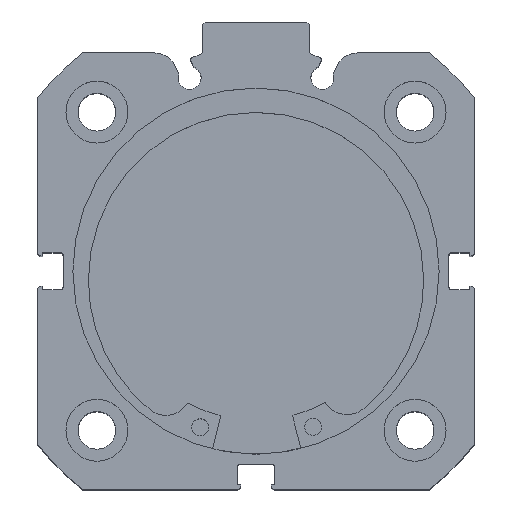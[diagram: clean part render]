
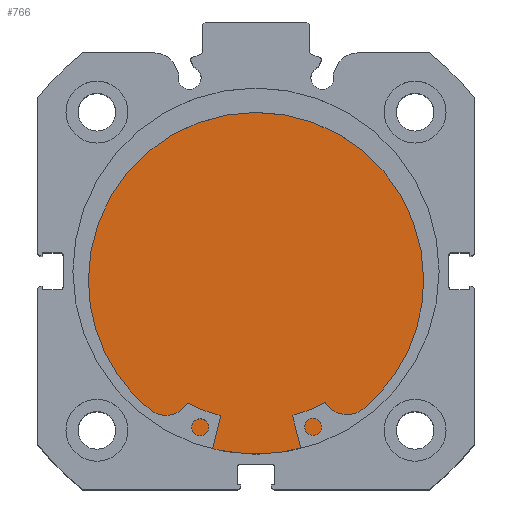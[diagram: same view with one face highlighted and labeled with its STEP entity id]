
A CAD part, top view. The second image highlights one B-rep face of the part: STEP entity #766.
In plain terms, the highlighted face is planar.
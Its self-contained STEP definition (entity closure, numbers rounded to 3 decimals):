
#50 = AXIS2_PLACEMENT_3D ( 'NONE', #313, #306, #305 ) ;
#56 = AXIS2_PLACEMENT_3D ( 'NONE', #284, #274, #273 ) ;
#273 = DIRECTION ( 'NONE',  ( 0., 0., 1. ) ) ;
#274 = DIRECTION ( 'NONE',  ( -1., 0., 0. ) ) ;
#284 = CARTESIAN_POINT ( 'NONE',  ( 9.5, 0., 0. ) ) ;
#305 = DIRECTION ( 'NONE',  ( 0., 0., 1. ) ) ;
#306 = DIRECTION ( 'NONE',  ( -1., 0., 0. ) ) ;
#313 = CARTESIAN_POINT ( 'NONE',  ( 9.5, 0., 0. ) ) ;
#451 = VERTEX_POINT ( 'NONE', #4803 ) ;
#452 = VERTEX_POINT ( 'NONE', #4800 ) ;
#766 = ADVANCED_FACE ( 'NONE', ( #1575 ), #4810, .F. ) ;
#1575 = FACE_OUTER_BOUND ( 'NONE', #5520, .T. ) ;
#2424 = CIRCLE ( 'NONE', #50, 32.5 ) ;
#2436 = CIRCLE ( 'NONE', #56, 32.5 ) ;
#4795 = DIRECTION ( 'NONE',  ( 0., 0., 1. ) ) ;
#4796 = DIRECTION ( 'NONE',  ( -1., 0., 0. ) ) ;
#4800 = CARTESIAN_POINT ( 'NONE',  ( 9.5, 0., 32.5 ) ) ;
#4803 = CARTESIAN_POINT ( 'NONE',  ( 9.5, 0., -32.5 ) ) ;
#4805 = CARTESIAN_POINT ( 'NONE',  ( 9.5, 32.5, 0. ) ) ;
#4810 = PLANE ( 'NONE',  #6408 ) ;
#5520 = EDGE_LOOP ( 'NONE', ( #5682, #5710 ) ) ;
#5682 = ORIENTED_EDGE ( 'NONE', *, *, #6772, .F. ) ;
#5710 = ORIENTED_EDGE ( 'NONE', *, *, #6781, .F. ) ;
#6408 = AXIS2_PLACEMENT_3D ( 'NONE', #4805, #4796, #4795 ) ;
#6772 = EDGE_CURVE ( 'NONE', #452, #451, #2424, .T. ) ;
#6781 = EDGE_CURVE ( 'NONE', #451, #452, #2436, .T. ) ;
